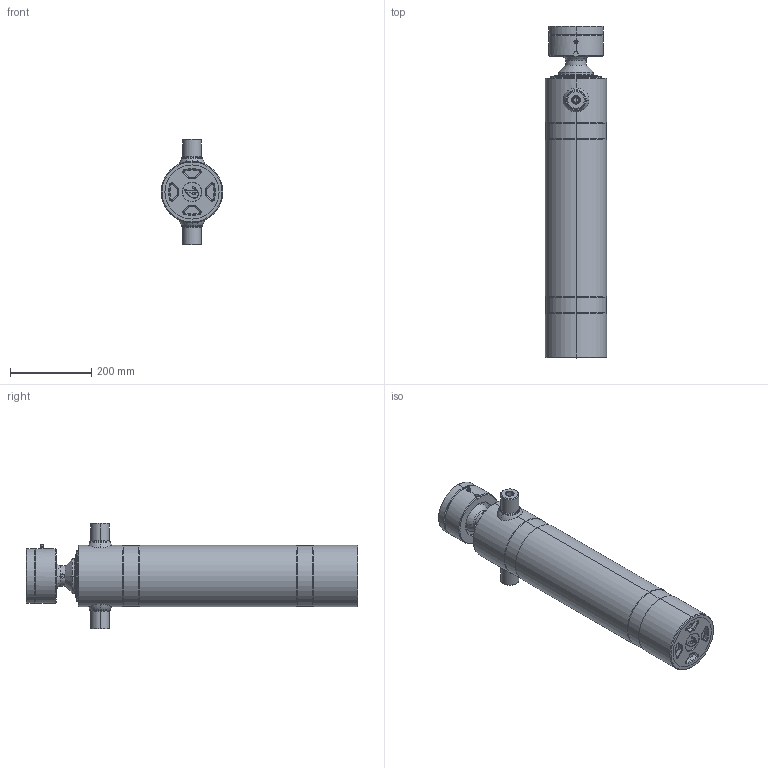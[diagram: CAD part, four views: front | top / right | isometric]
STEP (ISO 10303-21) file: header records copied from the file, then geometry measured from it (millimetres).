
FILE_DESCRIPTION (( 'STEP AP203' ), '1' );
FILE_NAME ('316.HR.STEP', '2023-09-12T13:10:15', ( '' ), ( '' ), 'SwSTEP 2.0', 'SolidWorks 2021', '' );
FILE_SCHEMA (( 'CONFIG_CONTROL_DESIGN' ));
Length unit declared in the file: millimetre
Products named in the file (1): 316.HR
Bounding box: 151.5 x 816 x 260.5 mm (x, y, z)
Surface area: 1103791.8 mm2 (no closed solid volume)
Topology: 0 solids, 18 shells, 261 faces, 723 edges, 466 vertices
Faces by surface type: cone 77, cylinder 69, torus 68, plane 39, bspline 5, sphere 3
Entity records: 9922 total; most frequent: CARTESIAN_POINT 3163, DIRECTION 1586, ORIENTED_EDGE 1198, EDGE_CURVE 716, AXIS2_PLACEMENT_3D 670, VERTEX_POINT 462, CIRCLE 413, EDGE_LOOP 278
